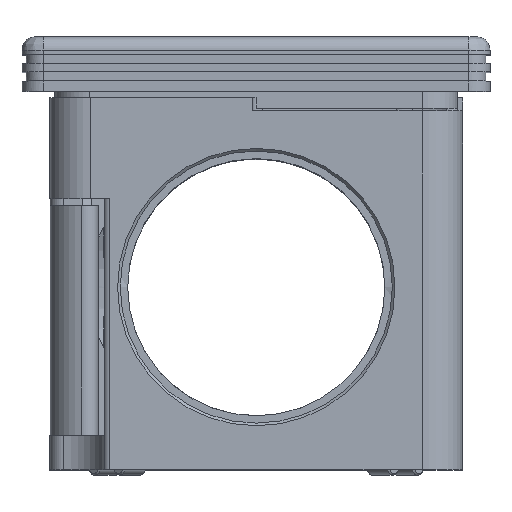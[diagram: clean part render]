
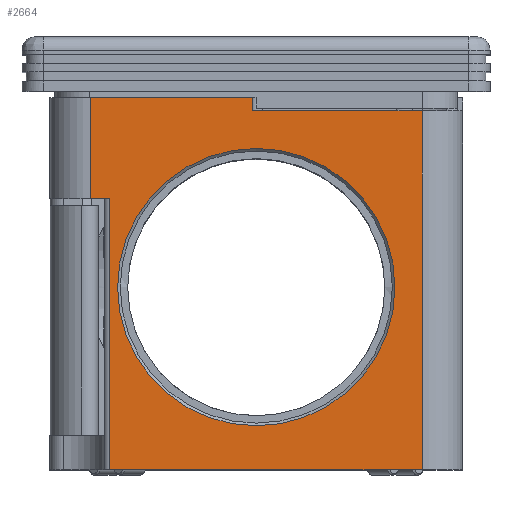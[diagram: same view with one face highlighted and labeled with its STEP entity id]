
A CAD part, top view. The second image highlights one B-rep face of the part: STEP entity #2664.
In plain terms, the highlighted planar face has unit normal (0, 0, 1).
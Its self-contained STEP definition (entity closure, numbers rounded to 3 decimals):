
#595 = ORIENTED_EDGE ( 'NONE', *, *, #13452, .F. ) ;
#790 = VERTEX_POINT ( 'NONE', #8961 ) ;
#1301 = ORIENTED_EDGE ( 'NONE', *, *, #9076, .F. ) ;
#1597 = VECTOR ( 'NONE', #3007, 1000. ) ;
#1788 = DIRECTION ( 'NONE',  ( 1., 0., 0. ) ) ;
#1847 = VERTEX_POINT ( 'NONE', #9168 ) ;
#1944 = LINE ( 'NONE', #14615, #14322 ) ;
#1982 = CARTESIAN_POINT ( 'NONE',  ( 128.321, -6.463, -7.298 ) ) ;
#2270 = LINE ( 'NONE', #9744, #6640 ) ;
#2503 = CARTESIAN_POINT ( 'NONE',  ( 133.421, 29.137, -7.298 ) ) ;
#2664 = ADVANCED_FACE ( 'NONE', ( #11083, #6863 ), #12676, .F. ) ;
#2681 = CARTESIAN_POINT ( 'NONE',  ( 141.021, 10.137, -7.298 ) ) ;
#3007 = DIRECTION ( 'NONE',  ( 0., 1., 0. ) ) ;
#3142 = EDGE_CURVE ( 'NONE', #1847, #8922, #1944, .T. ) ;
#3219 = EDGE_CURVE ( 'NONE', #14082, #9603, #10181, .T. ) ;
#3776 = DIRECTION ( 'NONE',  ( 1., 0., 0. ) ) ;
#4097 = VERTEX_POINT ( 'NONE', #13630 ) ;
#4363 = EDGE_LOOP ( 'NONE', ( #16632, #18508, #5398, #4747, #595, #1301, #8939, #11974 ) ) ;
#4597 = LINE ( 'NONE', #13144, #12101 ) ;
#4747 = ORIENTED_EDGE ( 'NONE', *, *, #3142, .F. ) ;
#5069 = VERTEX_POINT ( 'NONE', #15833 ) ;
#5314 = LINE ( 'NONE', #2503, #5564 ) ;
#5398 = ORIENTED_EDGE ( 'NONE', *, *, #16658, .F. ) ;
#5564 = VECTOR ( 'NONE', #11038, 1000. ) ;
#5593 = ORIENTED_EDGE ( 'NONE', *, *, #9271, .F. ) ;
#5720 = AXIS2_PLACEMENT_3D ( 'NONE', #10946, #12444, #18186 ) ;
#6054 = CARTESIAN_POINT ( 'NONE',  ( 71.121, 10.137, -7.298 ) ) ;
#6268 = CARTESIAN_POINT ( 'NONE',  ( 71.121, 29.137, -7.298 ) ) ;
#6435 = VECTOR ( 'NONE', #9081, 1000. ) ;
#6640 = VECTOR ( 'NONE', #3776, 1000. ) ;
#6863 = FACE_BOUND ( 'NONE', #11891, .T. ) ;
#7110 = AXIS2_PLACEMENT_3D ( 'NONE', #8346, #14077, #18416 ) ;
#7170 = DIRECTION ( 'NONE',  ( -1., 0., 0. ) ) ;
#7604 = LINE ( 'NONE', #17470, #1597 ) ;
#7745 = CARTESIAN_POINT ( 'NONE',  ( 133.421, -40.763, -7.298 ) ) ;
#8346 = CARTESIAN_POINT ( 'NONE',  ( 141.021, 29.137, -7.298 ) ) ;
#8922 = VERTEX_POINT ( 'NONE', #16528 ) ;
#8939 = ORIENTED_EDGE ( 'NONE', *, *, #3219, .F. ) ;
#8961 = CARTESIAN_POINT ( 'NONE',  ( 74.704, 10.137, -7.298 ) ) ;
#9076 = EDGE_CURVE ( 'NONE', #9603, #5069, #2270, .T. ) ;
#9081 = DIRECTION ( 'NONE',  ( 0., -1., 0. ) ) ;
#9168 = CARTESIAN_POINT ( 'NONE',  ( 101.521, 26.637, -7.298 ) ) ;
#9271 = EDGE_CURVE ( 'NONE', #11926, #11926, #10222, .T. ) ;
#9372 = EDGE_CURVE ( 'NONE', #790, #14082, #17122, .T. ) ;
#9603 = VERTEX_POINT ( 'NONE', #10650 ) ;
#9744 = CARTESIAN_POINT ( 'NONE',  ( 141.021, 29.137, -7.298 ) ) ;
#10181 = LINE ( 'NONE', #6268, #13446 ) ;
#10222 = CIRCLE ( 'NONE', #5720, 26.05 ) ;
#10382 = DIRECTION ( 'NONE',  ( 0., 1., 0. ) ) ;
#10650 = CARTESIAN_POINT ( 'NONE',  ( 71.121, 29.137, -7.298 ) ) ;
#10946 = CARTESIAN_POINT ( 'NONE',  ( 102.271, -6.463, -7.298 ) ) ;
#11038 = DIRECTION ( 'NONE',  ( 0., -1., 0. ) ) ;
#11083 = FACE_OUTER_BOUND ( 'NONE', #4363, .T. ) ;
#11694 = DIRECTION ( 'NONE',  ( 1., 0., 0. ) ) ;
#11891 = EDGE_LOOP ( 'NONE', ( #5593 ) ) ;
#11926 = VERTEX_POINT ( 'NONE', #1982 ) ;
#11974 = ORIENTED_EDGE ( 'NONE', *, *, #9372, .F. ) ;
#12101 = VECTOR ( 'NONE', #1788, 1000. ) ;
#12444 = DIRECTION ( 'NONE',  ( 0., 0., 1. ) ) ;
#12665 = EDGE_CURVE ( 'NONE', #4097, #790, #7604, .T. ) ;
#12676 = PLANE ( 'NONE',  #7110 ) ;
#12683 = EDGE_CURVE ( 'NONE', #4097, #13027, #4597, .T. ) ;
#13027 = VERTEX_POINT ( 'NONE', #7745 ) ;
#13144 = CARTESIAN_POINT ( 'NONE',  ( 141.021, -40.763, -7.298 ) ) ;
#13446 = VECTOR ( 'NONE', #10382, 1000. ) ;
#13452 = EDGE_CURVE ( 'NONE', #5069, #1847, #13597, .T. ) ;
#13597 = LINE ( 'NONE', #14829, #6435 ) ;
#13630 = CARTESIAN_POINT ( 'NONE',  ( 74.704, -40.763, -7.298 ) ) ;
#14077 = DIRECTION ( 'NONE',  ( 0., 0., -1. ) ) ;
#14082 = VERTEX_POINT ( 'NONE', #6054 ) ;
#14322 = VECTOR ( 'NONE', #11694, 1000. ) ;
#14615 = CARTESIAN_POINT ( 'NONE',  ( 141.021, 26.637, -7.298 ) ) ;
#14829 = CARTESIAN_POINT ( 'NONE',  ( 101.521, 29.137, -7.298 ) ) ;
#15332 = VECTOR ( 'NONE', #7170, 1000. ) ;
#15833 = CARTESIAN_POINT ( 'NONE',  ( 101.521, 29.137, -7.298 ) ) ;
#16528 = CARTESIAN_POINT ( 'NONE',  ( 133.421, 26.637, -7.298 ) ) ;
#16632 = ORIENTED_EDGE ( 'NONE', *, *, #12665, .F. ) ;
#16658 = EDGE_CURVE ( 'NONE', #8922, #13027, #5314, .T. ) ;
#17122 = LINE ( 'NONE', #2681, #15332 ) ;
#17470 = CARTESIAN_POINT ( 'NONE',  ( 74.704, 29.137, -7.298 ) ) ;
#18186 = DIRECTION ( 'NONE',  ( 1., 0., 0. ) ) ;
#18416 = DIRECTION ( 'NONE',  ( -1., 0., 0. ) ) ;
#18508 = ORIENTED_EDGE ( 'NONE', *, *, #12683, .T. ) ;
